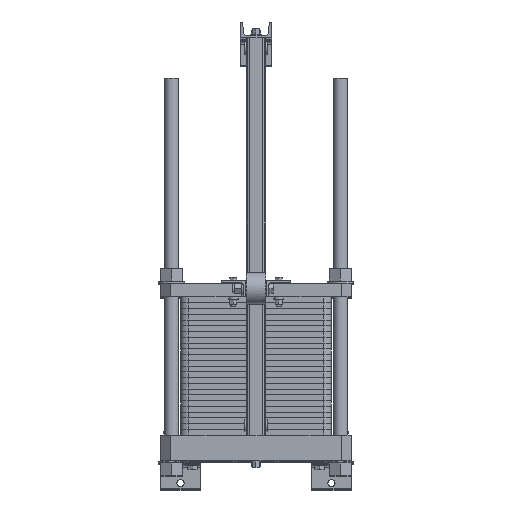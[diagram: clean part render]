
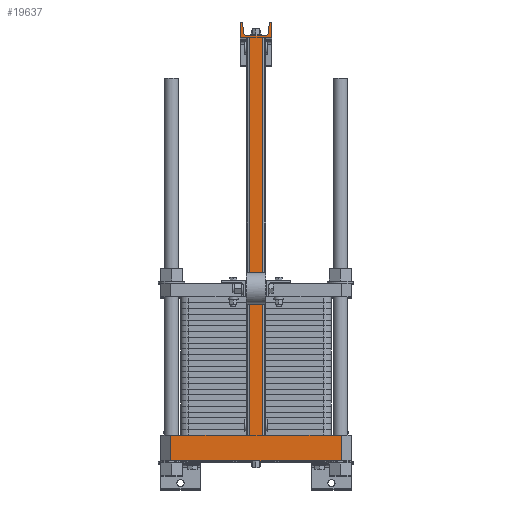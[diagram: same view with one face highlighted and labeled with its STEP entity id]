
A CAD part, top view. The second image highlights one B-rep face of the part: STEP entity #19637.
In plain terms, the highlighted planar face has unit normal (0, 0, 1).
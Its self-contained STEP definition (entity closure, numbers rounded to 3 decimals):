
#2436=LINE('',#29472,#4614);
#2450=LINE('',#29602,#4628);
#2451=LINE('',#29604,#4629);
#2452=LINE('',#29606,#4630);
#2453=LINE('',#29608,#4631);
#2454=LINE('',#29610,#4632);
#2455=LINE('',#29612,#4633);
#2456=LINE('',#29614,#4634);
#2457=LINE('',#29616,#4635);
#2458=LINE('',#29618,#4636);
#2459=LINE('',#29622,#4637);
#2460=LINE('',#29626,#4638);
#2461=LINE('',#29630,#4639);
#2462=LINE('',#29634,#4640);
#2463=LINE('',#29636,#4641);
#2464=LINE('',#29637,#4642);
#4614=VECTOR('',#22894,1.);
#4628=VECTOR('',#22982,10.);
#4629=VECTOR('',#22983,10.);
#4630=VECTOR('',#22984,10.);
#4631=VECTOR('',#22985,10.);
#4632=VECTOR('',#22986,10.);
#4633=VECTOR('',#22987,10.);
#4634=VECTOR('',#22988,10.);
#4635=VECTOR('',#22989,10.);
#4636=VECTOR('',#22990,10.);
#4637=VECTOR('',#22993,10.);
#4638=VECTOR('',#22996,10.);
#4639=VECTOR('',#22999,10.);
#4640=VECTOR('',#23002,10.);
#4641=VECTOR('',#23003,10.);
#4642=VECTOR('',#23004,10.);
#6768=PLANE('',#20691);
#7806=FACE_OUTER_BOUND('',#8789,.T.);
#8789=EDGE_LOOP('',(#15123,#15124,#15125,#15126,#15127,#15128,#15129,#15130,
#15131,#15132,#15133,#15134,#15135,#15136,#15137,#15138,#15139,#15140,#15141,
#15142));
#10073=CIRCLE('',#20692,4.);
#10074=CIRCLE('',#20693,8.);
#10075=CIRCLE('',#20694,8.);
#10076=CIRCLE('',#20695,4.);
#11235=VERTEX_POINT('',#29469);
#11236=VERTEX_POINT('',#29471);
#11267=VERTEX_POINT('',#29601);
#11268=VERTEX_POINT('',#29603);
#11269=VERTEX_POINT('',#29605);
#11270=VERTEX_POINT('',#29607);
#11271=VERTEX_POINT('',#29609);
#11272=VERTEX_POINT('',#29611);
#11273=VERTEX_POINT('',#29613);
#11274=VERTEX_POINT('',#29615);
#11275=VERTEX_POINT('',#29617);
#11276=VERTEX_POINT('',#29619);
#11277=VERTEX_POINT('',#29621);
#11278=VERTEX_POINT('',#29623);
#11279=VERTEX_POINT('',#29625);
#11280=VERTEX_POINT('',#29627);
#11281=VERTEX_POINT('',#29629);
#11282=VERTEX_POINT('',#29631);
#11283=VERTEX_POINT('',#29633);
#11284=VERTEX_POINT('',#29635);
#12791=EDGE_CURVE('',#11236,#11235,#2436,.T.);
#12831=EDGE_CURVE('',#11235,#11267,#2450,.T.);
#12832=EDGE_CURVE('',#11267,#11268,#2451,.T.);
#12833=EDGE_CURVE('',#11269,#11268,#2452,.T.);
#12834=EDGE_CURVE('',#11270,#11269,#2453,.T.);
#12835=EDGE_CURVE('',#11270,#11271,#2454,.T.);
#12836=EDGE_CURVE('',#11271,#11272,#2455,.T.);
#12837=EDGE_CURVE('',#11272,#11273,#2456,.T.);
#12838=EDGE_CURVE('',#11273,#11274,#2457,.T.);
#12839=EDGE_CURVE('',#11274,#11275,#2458,.T.);
#12840=EDGE_CURVE('',#11275,#11276,#10073,.T.);
#12841=EDGE_CURVE('',#11276,#11277,#2459,.T.);
#12842=EDGE_CURVE('',#11277,#11278,#10074,.T.);
#12843=EDGE_CURVE('',#11278,#11279,#2460,.T.);
#12844=EDGE_CURVE('',#11279,#11280,#10075,.T.);
#12845=EDGE_CURVE('',#11280,#11281,#2461,.T.);
#12846=EDGE_CURVE('',#11281,#11282,#10076,.T.);
#12847=EDGE_CURVE('',#11282,#11283,#2462,.T.);
#12848=EDGE_CURVE('',#11283,#11284,#2463,.T.);
#12849=EDGE_CURVE('',#11284,#11236,#2464,.T.);
#15123=ORIENTED_EDGE('',*,*,#12791,.T.);
#15124=ORIENTED_EDGE('',*,*,#12831,.T.);
#15125=ORIENTED_EDGE('',*,*,#12832,.T.);
#15126=ORIENTED_EDGE('',*,*,#12833,.F.);
#15127=ORIENTED_EDGE('',*,*,#12834,.F.);
#15128=ORIENTED_EDGE('',*,*,#12835,.T.);
#15129=ORIENTED_EDGE('',*,*,#12836,.T.);
#15130=ORIENTED_EDGE('',*,*,#12837,.T.);
#15131=ORIENTED_EDGE('',*,*,#12838,.T.);
#15132=ORIENTED_EDGE('',*,*,#12839,.T.);
#15133=ORIENTED_EDGE('',*,*,#12840,.T.);
#15134=ORIENTED_EDGE('',*,*,#12841,.T.);
#15135=ORIENTED_EDGE('',*,*,#12842,.T.);
#15136=ORIENTED_EDGE('',*,*,#12843,.T.);
#15137=ORIENTED_EDGE('',*,*,#12844,.T.);
#15138=ORIENTED_EDGE('',*,*,#12845,.T.);
#15139=ORIENTED_EDGE('',*,*,#12846,.T.);
#15140=ORIENTED_EDGE('',*,*,#12847,.T.);
#15141=ORIENTED_EDGE('',*,*,#12848,.T.);
#15142=ORIENTED_EDGE('',*,*,#12849,.T.);
#19637=ADVANCED_FACE('',(#7806),#6768,.T.);
#20691=AXIS2_PLACEMENT_3D('',#29600,#22980,#22981);
#20692=AXIS2_PLACEMENT_3D('',#29620,#22991,#22992);
#20693=AXIS2_PLACEMENT_3D('',#29624,#22994,#22995);
#20694=AXIS2_PLACEMENT_3D('',#29628,#22997,#22998);
#20695=AXIS2_PLACEMENT_3D('',#29632,#23000,#23001);
#22894=DIRECTION('',(0.,-1.,0.));
#22980=DIRECTION('center_axis',(0.,0.,
1.));
#22981=DIRECTION('ref_axis',(-1.,0.,0.));
#22982=DIRECTION('',(-1.,0.,0.));
#22983=DIRECTION('',(0.,-1.,0.));
#22984=DIRECTION('',(-1.,0.,0.));
#22985=DIRECTION('',(0.,-1.,0.));
#22986=DIRECTION('',(-1.,0.,0.));
#22987=DIRECTION('',(0.,1.,0.));
#22988=DIRECTION('',(1.,0.,0.));
#22989=DIRECTION('',(0.,1.,0.));
#22990=DIRECTION('',(-1.,0.,0.));
#22991=DIRECTION('center_axis',(0.,0.,1.));
#22992=DIRECTION('ref_axis',(0.,1.,0.));
#22993=DIRECTION('',(-0.091,-0.996,0.));
#22994=DIRECTION('center_axis',(0.,0.,-1.));
#22995=DIRECTION('ref_axis',(0.,1.,0.));
#22996=DIRECTION('',(-1.,0.,0.));
#22997=DIRECTION('center_axis',(0.,0.,-1.));
#22998=DIRECTION('ref_axis',(0.996,0.091,0.));
#22999=DIRECTION('',(-0.091,0.996,0.));
#23000=DIRECTION('center_axis',(0.,0.,1.));
#23001=DIRECTION('ref_axis',(0.996,0.091,0.));
#23002=DIRECTION('',(-1.,0.,0.));
#23003=DIRECTION('',(0.,-1.,0.));
#23004=DIRECTION('',(1.,0.,0.));
#29469=CARTESIAN_POINT('',(-16.2,0.,1754.));
#29471=CARTESIAN_POINT('',(-16.2,1000.,1754.));
#29472=CARTESIAN_POINT('',(-16.2,761.,1754.));
#29600=CARTESIAN_POINT('Origin',(215.,0.,1754.));
#29601=CARTESIAN_POINT('',(-215.,0.,1754.));
#29602=CARTESIAN_POINT('',(215.,0.,1754.));
#29603=CARTESIAN_POINT('',(-215.,-65.,1754.));
#29604=CARTESIAN_POINT('',(-215.,0.,1754.));
#29605=CARTESIAN_POINT('',(215.,-65.,1754.));
#29606=CARTESIAN_POINT('',(215.,-65.,1754.));
#29607=CARTESIAN_POINT('',(215.,0.,1754.));
#29608=CARTESIAN_POINT('',(215.,0.,1754.));
#29609=CARTESIAN_POINT('',(16.2,0.,1754.));
#29610=CARTESIAN_POINT('',(215.,0.,1754.));
#29611=CARTESIAN_POINT('',(16.2,1000.,1754.));
#29612=CARTESIAN_POINT('',(16.2,0.,1754.));
#29613=CARTESIAN_POINT('',(40.,1000.,1754.));
#29614=CARTESIAN_POINT('',(-40.,1000.,1754.));
#29615=CARTESIAN_POINT('',(40.,1040.,1754.));
#29616=CARTESIAN_POINT('',(40.,1000.,1754.));
#29617=CARTESIAN_POINT('',(37.45,1040.,1754.));
#29618=CARTESIAN_POINT('',(40.,1040.,1754.));
#29619=CARTESIAN_POINT('',(33.466,1036.366,1754.));
#29620=CARTESIAN_POINT('Origin',(37.45,1036.,1754.));
#29621=CARTESIAN_POINT('',(31.347,1013.269,1754.));
#29622=CARTESIAN_POINT('',(33.466,1036.366,1754.));
#29623=CARTESIAN_POINT('',(23.381,1006.,1754.));
#29624=CARTESIAN_POINT('Origin',(23.381,1014.,1754.));
#29625=CARTESIAN_POINT('',(-23.381,1006.,1754.));
#29626=CARTESIAN_POINT('',(23.381,1006.,1754.));
#29627=CARTESIAN_POINT('',(-31.347,1013.269,1754.));
#29628=CARTESIAN_POINT('Origin',(-23.381,1014.,1754.));
#29629=CARTESIAN_POINT('',(-33.466,1036.366,1754.));
#29630=CARTESIAN_POINT('',(-31.347,1013.269,1754.));
#29631=CARTESIAN_POINT('',(-37.45,1040.,1754.));
#29632=CARTESIAN_POINT('Origin',(-37.45,1036.,1754.));
#29633=CARTESIAN_POINT('',(-40.,1040.,1754.));
#29634=CARTESIAN_POINT('',(-37.45,1040.,1754.));
#29635=CARTESIAN_POINT('',(-40.,1000.,1754.));
#29636=CARTESIAN_POINT('',(-40.,1040.,1754.));
#29637=CARTESIAN_POINT('',(-40.,1000.,1754.));
